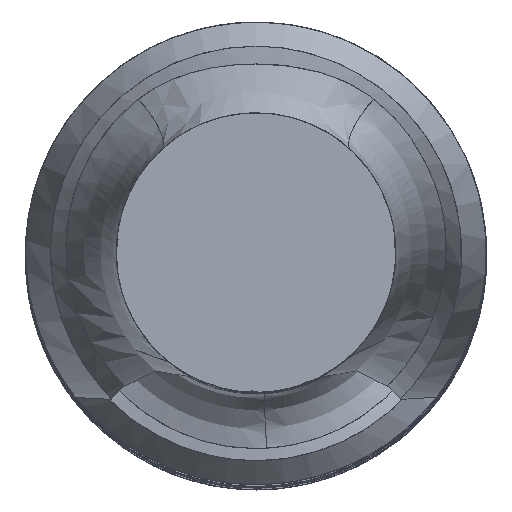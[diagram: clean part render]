
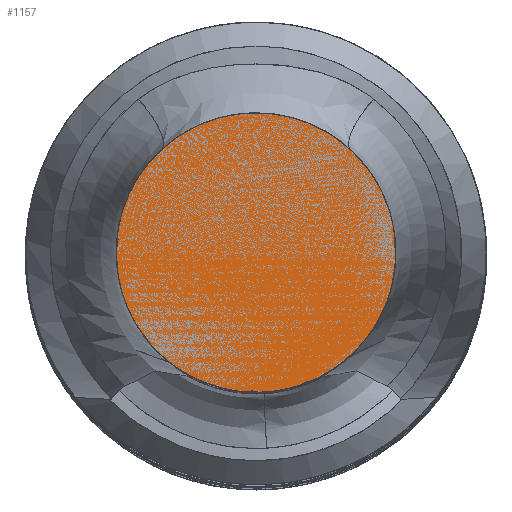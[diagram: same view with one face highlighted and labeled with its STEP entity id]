
A CAD part, top view. The second image highlights one B-rep face of the part: STEP entity #1157.
In plain terms, the highlighted free-form (B-spline) face has degree [1, 1] with [2, 2] control points.
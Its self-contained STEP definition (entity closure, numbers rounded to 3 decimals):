
#1057=CARTESIAN_POINT('',(-23.377,-23.377,325.0));
#1058=CARTESIAN_POINT('',(23.377,-23.377,325.0));
#1059=CARTESIAN_POINT('',(-23.377,23.377,325.0));
#1060=CARTESIAN_POINT('',(23.377,23.377,325.0));
#1061=QUASI_UNIFORM_SURFACE('',1,1,((#1057,#1059),(#1058,#1060)),.UNSPECIFIED.,.F.,.F.,.U.);
#1062=CARTESIAN_POINT('',(15.655,16.986,325.0));
#1063=VERTEX_POINT('',#1062);
#1064=CARTESIAN_POINT('',(15.655,16.986,325.0));
#1065=CARTESIAN_POINT('',(14.842,17.702,325.0));
#1066=CARTESIAN_POINT('',(14.002,18.375,325.0));
#1067=CARTESIAN_POINT('',(12.692,19.305,325.0));
#1068=CARTESIAN_POINT('',(11.323,20.138,325.0));
#1069=CARTESIAN_POINT('',(9.893,20.876,325.0));
#1070=CARTESIAN_POINT('',(8.403,21.517,325.0));
#1071=CARTESIAN_POINT('',(7.386,21.888,325.0));
#1072=CARTESIAN_POINT('',(6.358,22.21,325.0));
#1073=CARTESIAN_POINT('',(4.8,22.599,325.0));
#1074=CARTESIAN_POINT('',(3.221,22.877,325.0));
#1075=CARTESIAN_POINT('',(1.621,23.044,325.0));
#1076=CARTESIAN_POINT('',(0.,23.1,325.0));
#1077=CARTESIAN_POINT('',(-1.083,23.075,325.0));
#1078=CARTESIAN_POINT('',(-2.157,23.001,325.0));
#1079=CARTESIAN_POINT('',(-3.75,22.797,325.0));
#1080=CARTESIAN_POINT('',(-5.322,22.482,325.0));
#1081=CARTESIAN_POINT('',(-6.873,22.055,325.0));
#1082=CARTESIAN_POINT('',(-8.403,21.517,325.0));
#1083=CARTESIAN_POINT('',(-9.403,21.1,325.0));
#1084=CARTESIAN_POINT('',(-10.376,20.641,325.0));
#1085=CARTESIAN_POINT('',(-11.786,19.871,325.0));
#1086=CARTESIAN_POINT('',(-13.136,19.005,325.0));
#1087=CARTESIAN_POINT('',(-14.425,18.044,325.0));
#1088=CARTESIAN_POINT('',(-15.655,16.986,325.0));
#1089=CARTESIAN_POINT('',(-16.886,15.764,325.0));
#1090=CARTESIAN_POINT('',(-18.016,14.46,325.0));
#1091=CARTESIAN_POINT('',(-19.044,13.075,325.0));
#1092=CARTESIAN_POINT('',(-19.971,11.609,325.0));
#1093=CARTESIAN_POINT('',(-20.787,10.078,325.0));
#1094=CARTESIAN_POINT('',(-21.481,8.498,325.0));
#1095=CARTESIAN_POINT('',(-22.055,6.872,325.0));
#1096=CARTESIAN_POINT('',(-22.508,5.197,325.0));
#1097=CARTESIAN_POINT('',(-22.835,3.493,325.0));
#1098=CARTESIAN_POINT('',(-23.033,1.779,325.0));
#1099=CARTESIAN_POINT('',(-23.101,0.056,325.0));
#1100=CARTESIAN_POINT('',(-23.039,-1.678,325.0));
#1101=CARTESIAN_POINT('',(-22.849,-3.402,325.0));
#1102=CARTESIAN_POINT('',(-22.532,-5.098,325.0));
#1103=CARTESIAN_POINT('',(-22.088,-6.765,325.0));
#1104=CARTESIAN_POINT('',(-21.517,-8.403,325.0));
#1105=CARTESIAN_POINT('',(-20.827,-9.995,325.0));
#1106=CARTESIAN_POINT('',(-20.023,-11.521,325.0));
#1107=CARTESIAN_POINT('',(-19.107,-12.983,325.0));
#1108=CARTESIAN_POINT('',(-18.078,-14.38,325.0));
#1109=CARTESIAN_POINT('',(-16.949,-15.697,325.0));
#1110=CARTESIAN_POINT('',(-15.731,-16.918,325.0));
#1111=CARTESIAN_POINT('',(-14.424,-18.044,325.0));
#1112=CARTESIAN_POINT('',(-13.029,-19.075,325.0));
#1113=CARTESIAN_POINT('',(-11.561,-20.,325.0));
#1114=CARTESIAN_POINT('',(-10.036,-20.807,325.0));
#1115=CARTESIAN_POINT('',(-8.456,-21.498,325.0));
#1116=CARTESIAN_POINT('',(-6.818,-22.071,325.0));
#1117=CARTESIAN_POINT('',(-5.143,-22.521,325.0));
#1118=CARTESIAN_POINT('',(-3.448,-22.843,325.0));
#1119=CARTESIAN_POINT('',(-1.734,-23.036,325.0));
#1120=CARTESIAN_POINT('',(0.,-23.1,325.0));
#1121=CARTESIAN_POINT('',(1.734,-23.036,325.0));
#1122=CARTESIAN_POINT('',(3.448,-22.843,325.0));
#1123=CARTESIAN_POINT('',(5.143,-22.521,325.0));
#1124=CARTESIAN_POINT('',(6.818,-22.071,325.0));
#1125=CARTESIAN_POINT('',(8.456,-21.498,325.0));
#1126=CARTESIAN_POINT('',(10.036,-20.807,325.0));
#1127=CARTESIAN_POINT('',(11.561,-20.,325.0));
#1128=CARTESIAN_POINT('',(13.029,-19.075,325.0));
#1129=CARTESIAN_POINT('',(14.424,-18.044,325.0));
#1130=CARTESIAN_POINT('',(15.731,-16.918,325.0));
#1131=CARTESIAN_POINT('',(16.949,-15.697,325.0));
#1132=CARTESIAN_POINT('',(18.078,-14.38,325.0));
#1133=CARTESIAN_POINT('',(19.107,-12.983,325.0));
#1134=CARTESIAN_POINT('',(20.023,-11.521,325.0));
#1135=CARTESIAN_POINT('',(20.827,-9.995,325.0));
#1136=CARTESIAN_POINT('',(21.517,-8.403,325.0));
#1137=CARTESIAN_POINT('',(22.088,-6.765,325.0));
#1138=CARTESIAN_POINT('',(22.532,-5.098,325.0));
#1139=CARTESIAN_POINT('',(22.849,-3.402,325.0));
#1140=CARTESIAN_POINT('',(23.039,-1.678,325.0));
#1141=CARTESIAN_POINT('',(23.101,0.056,325.0));
#1142=CARTESIAN_POINT('',(23.033,1.779,325.0));
#1143=CARTESIAN_POINT('',(22.835,3.493,325.0));
#1144=CARTESIAN_POINT('',(22.508,5.197,325.0));
#1145=CARTESIAN_POINT('',(22.055,6.872,325.0));
#1146=CARTESIAN_POINT('',(21.481,8.498,325.0));
#1147=CARTESIAN_POINT('',(20.787,10.077,325.0));
#1148=CARTESIAN_POINT('',(19.971,11.609,325.0));
#1149=CARTESIAN_POINT('',(19.044,13.075,325.0));
#1150=CARTESIAN_POINT('',(18.016,14.46,325.0));
#1151=CARTESIAN_POINT('',(15.655,16.986,325.0));
#1152=B_SPLINE_CURVE_WITH_KNOTS('',1,(#1064,#1065,#1066,#1067,#1068,#1069,#1070,#1071,#1072,#1073,#1074,#1075,#1076,#1077,#1078,#1079,#1080,#1081,#1082,#1083,#1084,#1085,#1086,#1087,#1088,#1089,#1090,#1091,#1092,#1093,#1094,#1095,#1096,#1097,#1098,#1099,#1100,#1101,#1102,#1103,#1104,#1105,#1106,#1107,#1108,#1109,#1110,#1111,#1112,#1113,#1114,#1115,#1116,#1117,#1118,#1119,#1120,#1121,#1122,#1123,#1124,#1125,#1126,#1127,#1128,#1129,#1130,#1131,#1132,#1133,#1134,#1135,#1136,#1137,#1138,#1139,#1140,#1141,#1142,#1143,#1144,#1145,#1146,#1147,#1148,#1149,#1150,#1151),.UNSPECIFIED.,.T.,.U.,(2,1,1,1,1,1,1,1,1,1,1,1,1,1,1,1,1,1,1,1,1,1,1,1,1,1,1,1,1,1,1,1,1,1,1,1,1,1,1,1,1,1,1,1,1,1,1,1,1,1,1,1,1,1,1,1,1,1,1,1,1,1,1,1,1,1,1,1,1,1,1,1,1,1,1,1,1,1,1,1,1,1,1,1,1,1,1,2),(0.0,0.007,0.015,0.026,0.037,0.048,0.059,0.067,0.074,0.085,0.096,0.107,0.119,0.126,0.133,0.144,0.156,0.167,0.178,0.185,0.193,0.204,0.215,0.226,0.237,0.249,0.261,0.273,0.285,0.297,0.309,0.32,0.332,0.344,0.356,0.368,0.38,0.392,0.404,0.416,0.428,0.44,0.452,0.464,0.475,0.487,0.499,0.511,0.523,0.535,0.547,0.559,0.571,0.583,0.595,0.607,0.619,0.63,0.642,0.654,0.666,0.678,0.69,0.702,0.714,0.726,0.738,0.75,0.762,0.774,0.785,0.797,0.809,0.821,0.833,0.845,0.857,0.869,0.881,0.893,0.905,0.917,0.928,0.94,0.952,0.964,0.976,1.0),.UNSPECIFIED.);
#1153=EDGE_CURVE('',#1063,#1063,#1152,.T.);
#1154=ORIENTED_EDGE('',*,*,#1153,.T.);
#1155=EDGE_LOOP('',(#1154));
#1156=FACE_OUTER_BOUND('',#1155,.T.);
#1157=ADVANCED_FACE('',(#1156),#1061,.T.);
